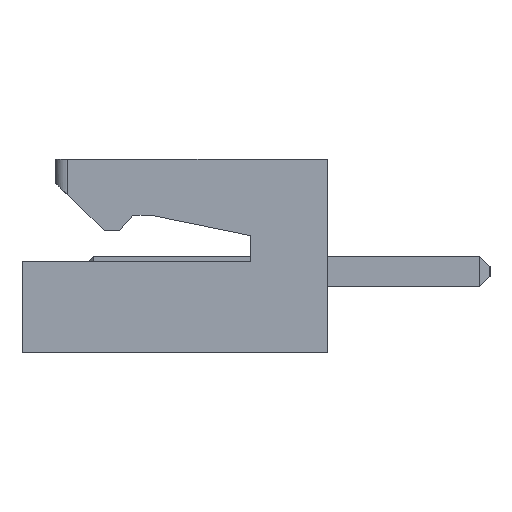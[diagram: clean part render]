
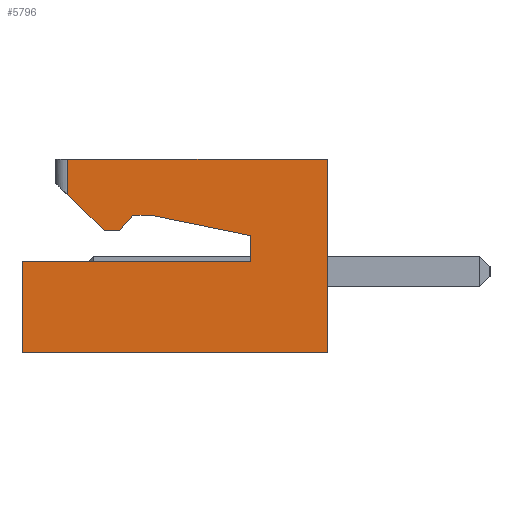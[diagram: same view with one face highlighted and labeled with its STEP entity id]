
A CAD part, left-side view. The second image highlights one B-rep face of the part: STEP entity #5796.
In plain terms, the highlighted planar face has unit normal (-1, 0, 0).
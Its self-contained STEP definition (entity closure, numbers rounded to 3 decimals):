
#136 = ORIENTED_EDGE ( 'NONE', *, *, #10477, .T. ) ;
#144 = DIRECTION ( 'NONE',  ( 0., 0., -1. ) ) ;
#419 = VERTEX_POINT ( 'NONE', #4973 ) ;
#545 = DIRECTION ( 'NONE',  ( 0., -1., 0. ) ) ;
#798 = DIRECTION ( 'NONE',  ( 0., -1., 0. ) ) ;
#870 = CARTESIAN_POINT ( 'NONE',  ( -2.5, 6., -1.6 ) ) ;
#1059 = CARTESIAN_POINT ( 'NONE',  ( -2.5, 4.086, 0.8 ) ) ;
#1160 = LINE ( 'NONE', #6905, #7131 ) ;
#1216 = DIRECTION ( 'NONE',  ( 0., 1., 0. ) ) ;
#1370 = EDGE_CURVE ( 'NONE', #2632, #9563, #1911, .T. ) ;
#1480 = DIRECTION ( 'NONE',  ( 0., 0., 1. ) ) ;
#1529 = EDGE_CURVE ( 'NONE', #9563, #2743, #1160, .T. ) ;
#1537 = CARTESIAN_POINT ( 'NONE',  ( -2.5, 0., -1.6 ) ) ;
#1875 = DIRECTION ( 'NONE',  ( 0., 0.98, 0.2 ) ) ;
#1911 = LINE ( 'NONE', #1059, #3727 ) ;
#1926 = CARTESIAN_POINT ( 'NONE',  ( -2.5, 1.5, 0.7 ) ) ;
#2150 = CARTESIAN_POINT ( 'NONE',  ( -2.5, 4.086, 0.8 ) ) ;
#2214 = CARTESIAN_POINT ( 'NONE',  ( -2.5, 3.821, 1.1 ) ) ;
#2372 = LINE ( 'NONE', #1537, #9523 ) ;
#2467 = DIRECTION ( 'NONE',  ( 0., 0.714, 0.7 ) ) ;
#2556 = DIRECTION ( 'NONE',  ( 1., 0., 0. ) ) ;
#2632 = VERTEX_POINT ( 'NONE', #2214 ) ;
#2743 = VERTEX_POINT ( 'NONE', #4567 ) ;
#2960 = CARTESIAN_POINT ( 'NONE',  ( -2.5, 6., -1.6 ) ) ;
#3111 = LINE ( 'NONE', #2960, #3318 ) ;
#3318 = VECTOR ( 'NONE', #7206, 1000. ) ;
#3418 = VERTEX_POINT ( 'NONE', #6151 ) ;
#3479 = VECTOR ( 'NONE', #1875, 1000. ) ;
#3657 = DIRECTION ( 'NONE',  ( 0., 0., 1. ) ) ;
#3677 = VECTOR ( 'NONE', #1216, 1000. ) ;
#3727 = VECTOR ( 'NONE', #5459, 1000. ) ;
#3833 = ORIENTED_EDGE ( 'NONE', *, *, #10862, .F. ) ;
#3991 = VECTOR ( 'NONE', #3657, 1000. ) ;
#4127 = LINE ( 'NONE', #10998, #9662 ) ;
#4194 = AXIS2_PLACEMENT_3D ( 'NONE', #870, #2556, #144 ) ;
#4271 = CARTESIAN_POINT ( 'NONE',  ( -2.5, 6., -1.6 ) ) ;
#4485 = VERTEX_POINT ( 'NONE', #7492 ) ;
#4537 = EDGE_CURVE ( 'NONE', #2743, #5201, #4127, .T. ) ;
#4567 = CARTESIAN_POINT ( 'NONE',  ( -2.5, 4.386, 0.8 ) ) ;
#4775 = CARTESIAN_POINT ( 'NONE',  ( -2.5, 6., 2.2 ) ) ;
#4951 = LINE ( 'NONE', #6621, #5608 ) ;
#4973 = CARTESIAN_POINT ( 'NONE',  ( -2.5, 1.5, 0.7 ) ) ;
#5043 = ORIENTED_EDGE ( 'NONE', *, *, #5578, .F. ) ;
#5093 = CARTESIAN_POINT ( 'NONE',  ( -2.5, 3.46, 1.1 ) ) ;
#5095 = DIRECTION ( 'NONE',  ( 0., 0., 1. ) ) ;
#5201 = VERTEX_POINT ( 'NONE', #8766 ) ;
#5419 = VERTEX_POINT ( 'NONE', #5668 ) ;
#5431 = LINE ( 'NONE', #1926, #3479 ) ;
#5449 = CARTESIAN_POINT ( 'NONE',  ( -2.5, 3.821, 1.1 ) ) ;
#5459 = DIRECTION ( 'NONE',  ( 0., 0.661, -0.75 ) ) ;
#5578 = EDGE_CURVE ( 'NONE', #8571, #4485, #3111, .T. ) ;
#5608 = VECTOR ( 'NONE', #7636, 1000. ) ;
#5668 = CARTESIAN_POINT ( 'NONE',  ( -2.5, 1.5, 0.2 ) ) ;
#5671 = EDGE_CURVE ( 'NONE', #3418, #8269, #8121, .T. ) ;
#5796 = ADVANCED_FACE ( 'NONE', ( #9043 ), #5824, .F. ) ;
#5824 = PLANE ( 'NONE',  #4194 ) ;
#6151 = CARTESIAN_POINT ( 'NONE',  ( -2.5, 5.1, 2.2 ) ) ;
#6232 = ORIENTED_EDGE ( 'NONE', *, *, #10765, .F. ) ;
#6621 = CARTESIAN_POINT ( 'NONE',  ( -2.5, 6., -1.6 ) ) ;
#6646 = CARTESIAN_POINT ( 'NONE',  ( -2.5, 6., 0.2 ) ) ;
#6863 = ORIENTED_EDGE ( 'NONE', *, *, #5671, .F. ) ;
#6865 = ORIENTED_EDGE ( 'NONE', *, *, #10541, .F. ) ;
#6905 = CARTESIAN_POINT ( 'NONE',  ( -2.5, 4.386, 0.8 ) ) ;
#7006 = CARTESIAN_POINT ( 'NONE',  ( -2.5, 1.5, 0.2 ) ) ;
#7127 = EDGE_CURVE ( 'NONE', #8571, #9650, #4951, .T. ) ;
#7131 = VECTOR ( 'NONE', #8825, 1000. ) ;
#7190 = CARTESIAN_POINT ( 'NONE',  ( -2.5, 0., 2.2 ) ) ;
#7206 = DIRECTION ( 'NONE',  ( 0., 0., 1. ) ) ;
#7245 = VECTOR ( 'NONE', #545, 1000. ) ;
#7492 = CARTESIAN_POINT ( 'NONE',  ( -2.5, 6., 0.2 ) ) ;
#7500 = ORIENTED_EDGE ( 'NONE', *, *, #10915, .F. ) ;
#7517 = ORIENTED_EDGE ( 'NONE', *, *, #7127, .T. ) ;
#7597 = ORIENTED_EDGE ( 'NONE', *, *, #1529, .F. ) ;
#7636 = DIRECTION ( 'NONE',  ( 0., -1., 0. ) ) ;
#7707 = EDGE_LOOP ( 'NONE', ( #6863, #6865, #7910, #7597, #10909, #8734, #7500, #3833, #6232, #5043, #7517, #136 ) ) ;
#7750 = VECTOR ( 'NONE', #798, 1000. ) ;
#7910 = ORIENTED_EDGE ( 'NONE', *, *, #4537, .F. ) ;
#8005 = LINE ( 'NONE', #5449, #3677 ) ;
#8121 = LINE ( 'NONE', #4775, #7245 ) ;
#8269 = VERTEX_POINT ( 'NONE', #7190 ) ;
#8529 = CARTESIAN_POINT ( 'NONE',  ( -2.5, 5.1, 2.2 ) ) ;
#8571 = VERTEX_POINT ( 'NONE', #4271 ) ;
#8734 = ORIENTED_EDGE ( 'NONE', *, *, #9315, .F. ) ;
#8766 = CARTESIAN_POINT ( 'NONE',  ( -2.5, 5.1, 1.5 ) ) ;
#8825 = DIRECTION ( 'NONE',  ( 0., 1., 0. ) ) ;
#9043 = FACE_OUTER_BOUND ( 'NONE', #7707, .T. ) ;
#9315 = EDGE_CURVE ( 'NONE', #10766, #2632, #8005, .T. ) ;
#9523 = VECTOR ( 'NONE', #1480, 1000. ) ;
#9563 = VERTEX_POINT ( 'NONE', #2150 ) ;
#9650 = VERTEX_POINT ( 'NONE', #10049 ) ;
#9662 = VECTOR ( 'NONE', #2467, 1000. ) ;
#9696 = VECTOR ( 'NONE', #5095, 1000. ) ;
#10049 = CARTESIAN_POINT ( 'NONE',  ( -2.5, 0., -1.6 ) ) ;
#10050 = LINE ( 'NONE', #6646, #7750 ) ;
#10164 = LINE ( 'NONE', #8529, #9696 ) ;
#10334 = LINE ( 'NONE', #7006, #3991 ) ;
#10477 = EDGE_CURVE ( 'NONE', #9650, #8269, #2372, .T. ) ;
#10541 = EDGE_CURVE ( 'NONE', #5201, #3418, #10164, .T. ) ;
#10765 = EDGE_CURVE ( 'NONE', #4485, #5419, #10050, .T. ) ;
#10766 = VERTEX_POINT ( 'NONE', #5093 ) ;
#10862 = EDGE_CURVE ( 'NONE', #5419, #419, #10334, .T. ) ;
#10909 = ORIENTED_EDGE ( 'NONE', *, *, #1370, .F. ) ;
#10915 = EDGE_CURVE ( 'NONE', #419, #10766, #5431, .T. ) ;
#10998 = CARTESIAN_POINT ( 'NONE',  ( -2.5, 5.1, 1.5 ) ) ;
